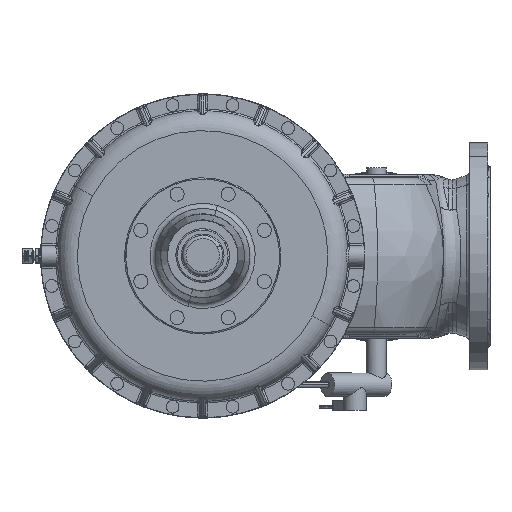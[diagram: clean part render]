
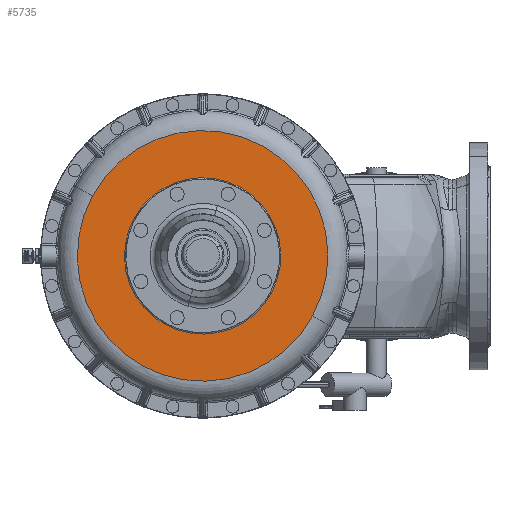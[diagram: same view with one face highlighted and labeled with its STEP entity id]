
A CAD part, top view. The second image highlights one B-rep face of the part: STEP entity #5735.
In plain terms, the highlighted planar face has unit normal (0, 0, 1).
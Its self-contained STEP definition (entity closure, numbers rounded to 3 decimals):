
#5451=CARTESIAN_POINT('Axis2P3D Location',(0.,0.,436.5)) ;
#5455=CARTESIAN_POINT('Vertex',(102.677,-56.093,436.5)) ;
#5457=CARTESIAN_POINT('Vertex',(-102.677,56.093,436.5)) ;
#5482=CARTESIAN_POINT('Axis2P3D Location',(0.,0.,436.5)) ;
#5708=CARTESIAN_POINT('Axis2P3D Location',(187.5,0.,436.5)) ;
#5713=CARTESIAN_POINT('Axis2P3D Location',(0.,0.,436.5)) ;
#5717=CARTESIAN_POINT('Vertex',(164.547,-89.892,436.5)) ;
#5719=CARTESIAN_POINT('Vertex',(-164.547,89.892,436.5)) ;
#5722=CARTESIAN_POINT('Axis2P3D Location',(0.,0.,436.5)) ;
#5452=DIRECTION('Axis2P3D Direction',(0.,0.,1.)) ;
#5483=DIRECTION('Axis2P3D Direction',(0.,0.,1.)) ;
#5709=DIRECTION('Axis2P3D Direction',(0.,0.,-1.)) ;
#5710=DIRECTION('Axis2P3D XDirection',(1.,0.,0.)) ;
#5714=DIRECTION('Axis2P3D Direction',(0.,0.,-1.)) ;
#5723=DIRECTION('Axis2P3D Direction',(0.,0.,-1.)) ;
#5453=AXIS2_PLACEMENT_3D('Circle Axis2P3D',#5451,#5452,$) ;
#5484=AXIS2_PLACEMENT_3D('Circle Axis2P3D',#5482,#5483,$) ;
#5711=AXIS2_PLACEMENT_3D('Plane Axis2P3D',#5708,#5709,#5710) ;
#5715=AXIS2_PLACEMENT_3D('Circle Axis2P3D',#5713,#5714,$) ;
#5724=AXIS2_PLACEMENT_3D('Circle Axis2P3D',#5722,#5723,$) ;
#5728=ORIENTED_EDGE('',*,*,#5721,.F.) ;
#5729=ORIENTED_EDGE('',*,*,#5726,.F.) ;
#5732=ORIENTED_EDGE('',*,*,#5459,.T.) ;
#5733=ORIENTED_EDGE('',*,*,#5486,.T.) ;
#5734=FACE_BOUND('',#5731,.T.) ;
#5735=ADVANCED_FACE('Brep With Voids',(#5730,#5734),#5712,.F.) ;
#5454=CIRCLE('generated circle',#5453,117.) ;
#5485=CIRCLE('generated circle',#5484,117.) ;
#5716=CIRCLE('generated circle',#5715,187.5) ;
#5725=CIRCLE('generated circle',#5724,187.5) ;
#5459=EDGE_CURVE('',#5456,#5458,#5454,.F.) ;
#5486=EDGE_CURVE('',#5458,#5456,#5485,.F.) ;
#5721=EDGE_CURVE('',#5718,#5720,#5716,.T.) ;
#5726=EDGE_CURVE('',#5720,#5718,#5725,.T.) ;
#5727=EDGE_LOOP('',(#5728,#5729)) ;
#5731=EDGE_LOOP('',(#5732,#5733)) ;
#5730=FACE_OUTER_BOUND('',#5727,.T.) ;
#5712=PLANE('Plane',#5711) ;
#5456=VERTEX_POINT('',#5455) ;
#5458=VERTEX_POINT('',#5457) ;
#5718=VERTEX_POINT('',#5717) ;
#5720=VERTEX_POINT('',#5719) ;
